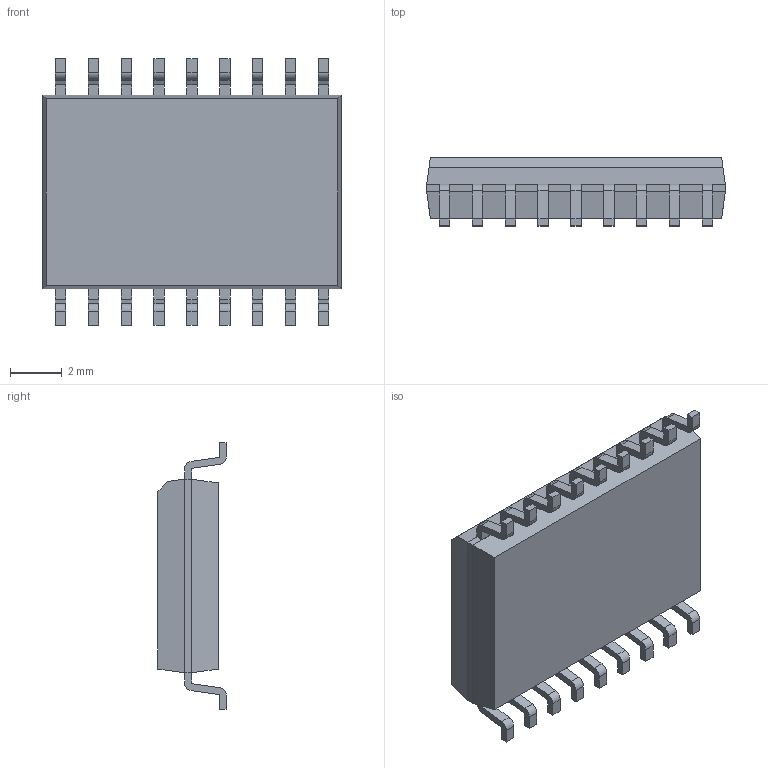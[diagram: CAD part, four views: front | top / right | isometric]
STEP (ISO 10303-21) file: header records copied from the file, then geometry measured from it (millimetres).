
FILE_DESCRIPTION (( 'STEP AP214' ), '1' );
FILE_NAME ('ULN2803.STEP', '2020-03-31T00:17:06', ( '' ), ( '' ), 'SwSTEP 2.0', 'SolidWorks 2017', '' );
FILE_SCHEMA (( 'AUTOMOTIVE_DESIGN' ));
Length unit declared in the file: inch
Products named in the file (1): ULN2803
Bounding box: 11.56 x 2.64 x 10.31 mm (x, y, z)
Volume: 200.8 mm3; surface area: 314.2 mm2
Topology: 20 solids, 20 shells, 274 faces, 691 edges, 458 vertices
Faces by surface type: plane 198, cylinder 76
Entity records: 8432 total; most frequent: CARTESIAN_POINT 1424, DIRECTION 1393, ORIENTED_EDGE 1382, EDGE_CURVE 691, VECTOR 539, LINE 539, VERTEX_POINT 458, AXIS2_PLACEMENT_3D 427
